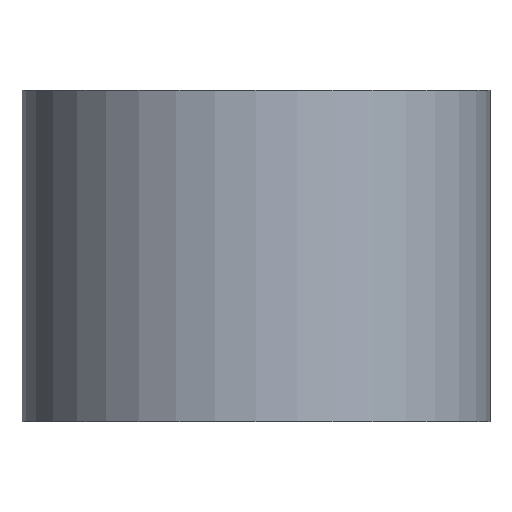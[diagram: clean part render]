
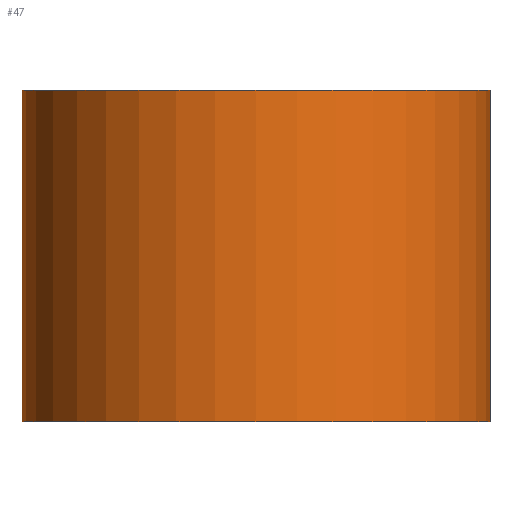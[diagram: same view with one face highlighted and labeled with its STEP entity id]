
A CAD part, front view. The second image highlights one B-rep face of the part: STEP entity #47.
In plain terms, the highlighted cylindrical face has radius 21.2 mm (diameter 42.4 mm), a full revolution.
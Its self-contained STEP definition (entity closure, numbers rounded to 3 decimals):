
#47=ADVANCED_FACE('',(#54,#55),#52,.T.);
#52=CYLINDRICAL_SURFACE('',#91,21.2);
#54=FACE_BOUND('',#60,.T.);
#55=FACE_BOUND('',#61,.T.);
#60=EDGE_LOOP('',(#68));
#61=EDGE_LOOP('',(#69));
#68=ORIENTED_EDGE('',*,*,#80,.F.);
#69=ORIENTED_EDGE('',*,*,#81,.T.);
#76=VERTEX_POINT('',#120);
#77=VERTEX_POINT('',#122);
#80=EDGE_CURVE('',#76,#76,#84,.T.);
#81=EDGE_CURVE('',#77,#77,#85,.T.);
#84=CIRCLE('',#89,21.2);
#85=CIRCLE('',#90,21.2);
#89=AXIS2_PLACEMENT_3D('',#119,#100,#101);
#90=AXIS2_PLACEMENT_3D('',#121,#102,#103);
#91=AXIS2_PLACEMENT_3D('',#123,#104,#105);
#100=DIRECTION('',(0.,0.,-1.));
#101=DIRECTION('',(1.,0.,0.));
#102=DIRECTION('',(0.,0.,-1.));
#103=DIRECTION('',(1.,0.,0.));
#104=DIRECTION('',(0.,0.,1.));
#105=DIRECTION('',(1.,0.,0.));
#119=CARTESIAN_POINT('',(0.,0.,-30.));
#120=CARTESIAN_POINT('',(21.2,0.,-30.));
#121=CARTESIAN_POINT('',(0.,0.,0.));
#122=CARTESIAN_POINT('',(21.2,0.,0.));
#123=CARTESIAN_POINT('',(0.,0.,-30.));
